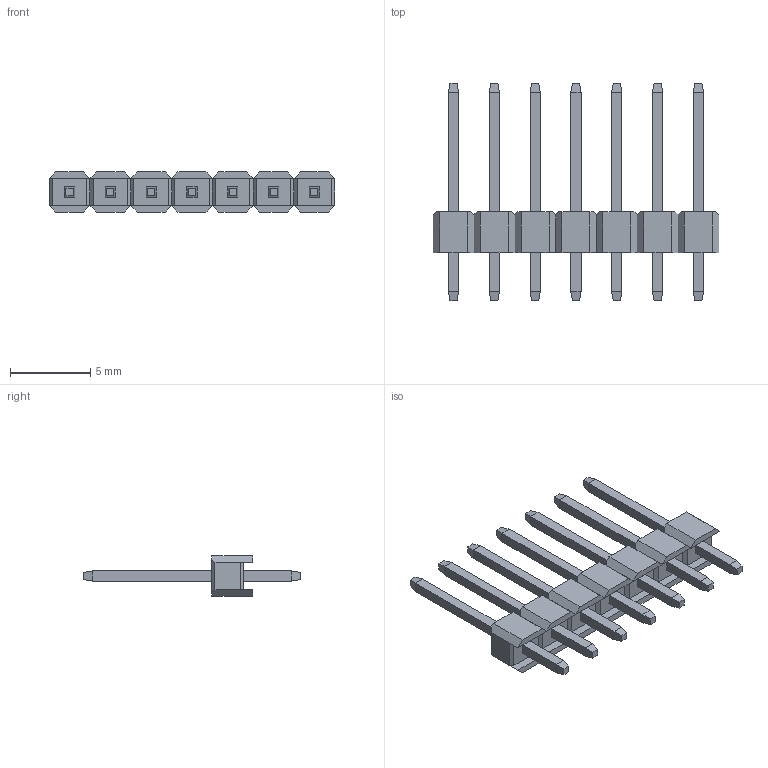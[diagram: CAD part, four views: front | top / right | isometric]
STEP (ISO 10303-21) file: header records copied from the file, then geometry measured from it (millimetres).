
FILE_DESCRIPTION (( 'STEP AP214' ), '1' );
FILE_NAME ('1x7 Male Pin Header.STEP', '2018-11-15T17:57:21', ( 'M.B.I.' ), ( '' ), 'SwSTEP 2.0', '', '' );
FILE_SCHEMA (( 'AUTOMOTIVE_DESIGN' ));
Length unit declared in the file: millimetre
Products named in the file (1): 1x7 Male Pin Header
Bounding box: 17.79 x 13.54 x 2.5 mm (x, y, z)
Volume: 122.1 mm3; surface area: 488.1 mm2
Topology: 8 solids, 8 shells, 274 faces, 700 edges, 442 vertices
Faces by surface type: plane 274
Entity records: 8137 total; most frequent: CARTESIAN_POINT 1417, ORIENTED_EDGE 1400, DIRECTION 1250, EDGE_CURVE 700, VECTOR 700, LINE 700, VERTEX_POINT 442, EDGE_LOOP 288
